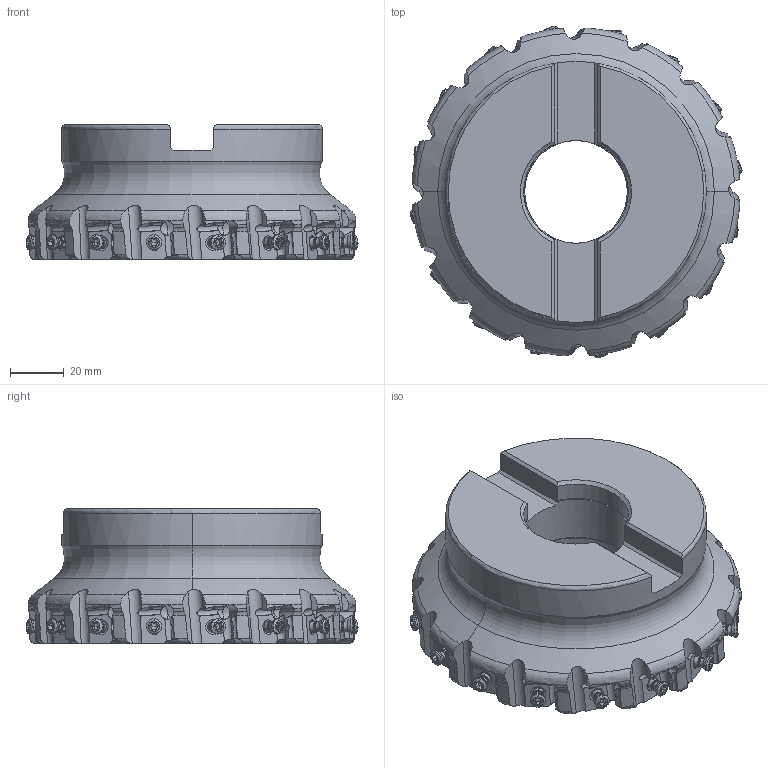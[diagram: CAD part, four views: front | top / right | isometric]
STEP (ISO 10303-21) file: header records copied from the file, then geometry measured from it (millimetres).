
FILE_DESCRIPTION(/* description */ (''),/* implementation_level */ '2;1');
FILE_NAME(/* name */ 'VOX400UR0516E.stp',/* time_stamp */ '2019-03-26T13:44:50+09:00',/* author */ (''),/* organization */ (''),/* preprocessor_version */ 'ST-DEVELOPER v16',/* originating_system */ 'SIEMENS PLM Software NX 10.0',/* authorisation */ '');
FILE_SCHEMA (('AUTOMOTIVE_DESIGN { 1 0 10303 214 3 1 1 1 }'));
Products named in the file (1): VOX400UR0516E_ASM
Bounding box: 123.22 x 123.22 x 50.1 mm (x, y, z)
Volume: 326245.2 mm3; surface area: 49838.8 mm2
Topology: 17 solids, 17 shells, 1312 faces, 3813 edges, 2455 vertices
Faces by surface type: cylinder 568, cone 266, plane 260, torus 170, sphere 48
Entity records: 56620 total; most frequent: CARTESIAN_POINT 22888, ORIENTED_EDGE 7402, DIRECTION 6736, EDGE_CURVE 3701, AXIS2_PLACEMENT_3D 2777, VERTEX_POINT 2455, EDGE_LOOP 1346, CIRCLE 1313
